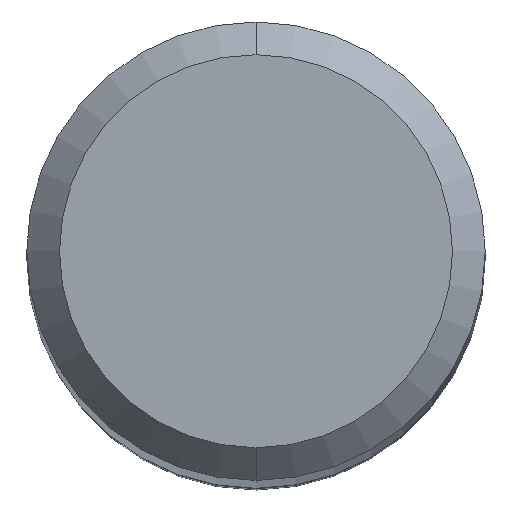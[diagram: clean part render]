
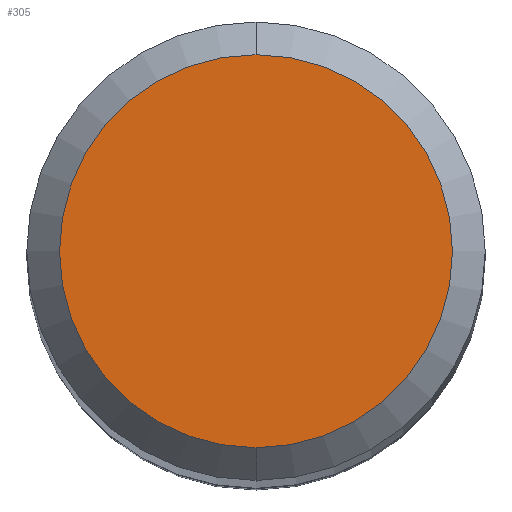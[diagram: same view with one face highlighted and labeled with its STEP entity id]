
A CAD part, top view. The second image highlights one B-rep face of the part: STEP entity #305.
In plain terms, the highlighted planar face has unit normal (0, 0, 1).
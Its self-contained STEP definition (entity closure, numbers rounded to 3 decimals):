
#189=EDGE_CURVE('',#317,#257,#428,.T.);
#257=VERTEX_POINT('',#503);
#305=ADVANCED_FACE('',(#558),#559,.T.);
#317=VERTEX_POINT('',#571);
#327=EDGE_CURVE('',#257,#317,#581,.T.);
#428=CIRCLE('',#691,1.8);
#503=CARTESIAN_POINT('',(0.0,1.8,0.0));
#558=FACE_OUTER_BOUND('',#867,.T.);
#559=PLANE('',#868);
#571=CARTESIAN_POINT('',(0.,-1.8,0.0));
#581=CIRCLE('',#898,1.8);
#691=AXIS2_PLACEMENT_3D('',#1017,#1018,#1019);
#867=EDGE_LOOP('',(#1178,#1179));
#868=AXIS2_PLACEMENT_3D('',#1180,#1181,#1182);
#898=AXIS2_PLACEMENT_3D('',#1199,#1200,#1201);
#1017=CARTESIAN_POINT('',(0.0,0.0,0.0));
#1018=DIRECTION('',(0.0,0.0,-1.0));
#1019=DIRECTION('',(0.0,1.0,0.0));
#1178=ORIENTED_EDGE('',*,*,#327,.F.);
#1179=ORIENTED_EDGE('',*,*,#189,.F.);
#1180=CARTESIAN_POINT('',(0.0,0.9,0.0));
#1181=DIRECTION('',(-0.0,0.0,1.0));
#1182=DIRECTION('',(0.0,-1.0,0.0));
#1199=CARTESIAN_POINT('',(0.0,0.0,0.0));
#1200=DIRECTION('',(0.0,0.0,-1.0));
#1201=DIRECTION('',(0.0,1.0,0.0));
